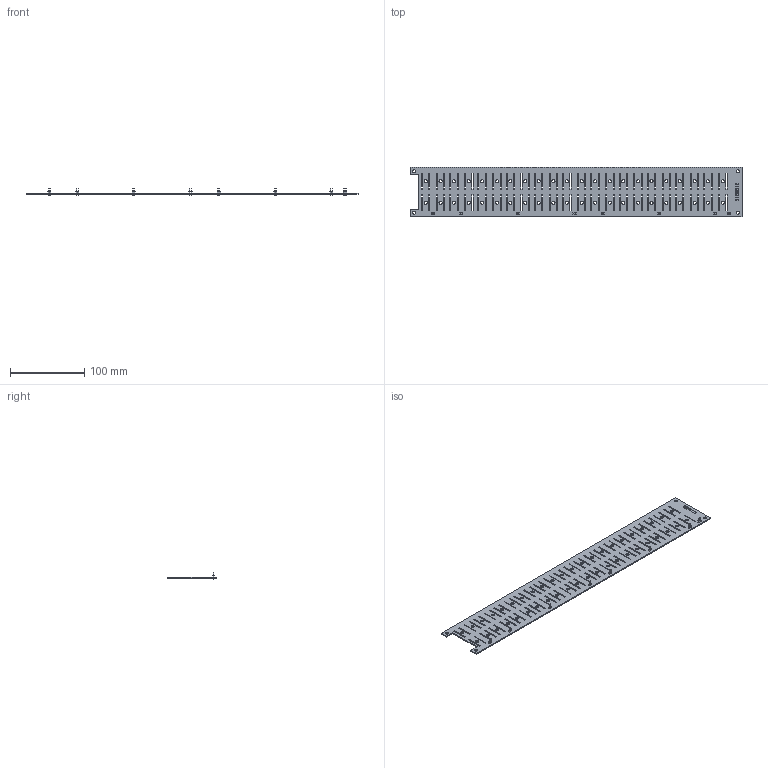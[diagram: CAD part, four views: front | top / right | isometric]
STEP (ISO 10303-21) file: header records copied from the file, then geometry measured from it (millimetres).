
FILE_DESCRIPTION(('KiCad electronic assembly'),'2;1');
FILE_NAME('accum_pcb_under.step','2025-07-02T19:05:58',('Pcbnew'),( 'Kicad'),'Open CASCADE STEP processor 7.8','KiCad to STEP converter' ,'Unknown');
FILE_SCHEMA(('AUTOMOTIVE_DESIGN { 1 0 10303 214 1 1 1 1 }'));
Length unit declared in the file: millimetre
Products named in the file (3): accum_pcb_under 1; PinHeader_1x01_P2.00mm_Vertical; accum_pcb_under_PCB
Assembly tree (17 placements, depth 2):
  accum_pcb_under 1
    PinHeader_1x01_P2.00mm_Vertical  x16
    accum_pcb_under_PCB
Bounding box: 447.48 x 66.94 x 8.8 mm (x, y, z)
Volume: 39309.4 mm3; surface area: 61108.4 mm2
Topology: 17 solids, 17 shells, 890 faces, 2344 edges, 1520 vertices
Faces by surface type: plane 810, cylinder 80
Full cylindrical faces by diameter (mm): 0.8 x16, 1.02 x16, 4.2 x44, 4.3 x4
Entity records: 16508 total; most frequent: CARTESIAN_POINT 2792, ORIENTED_EDGE 2768, DIRECTION 2520, EDGE_CURVE 1384, LINE 1224, VECTOR 1224, VERTEX_POINT 920, FACE_BOUND 808
